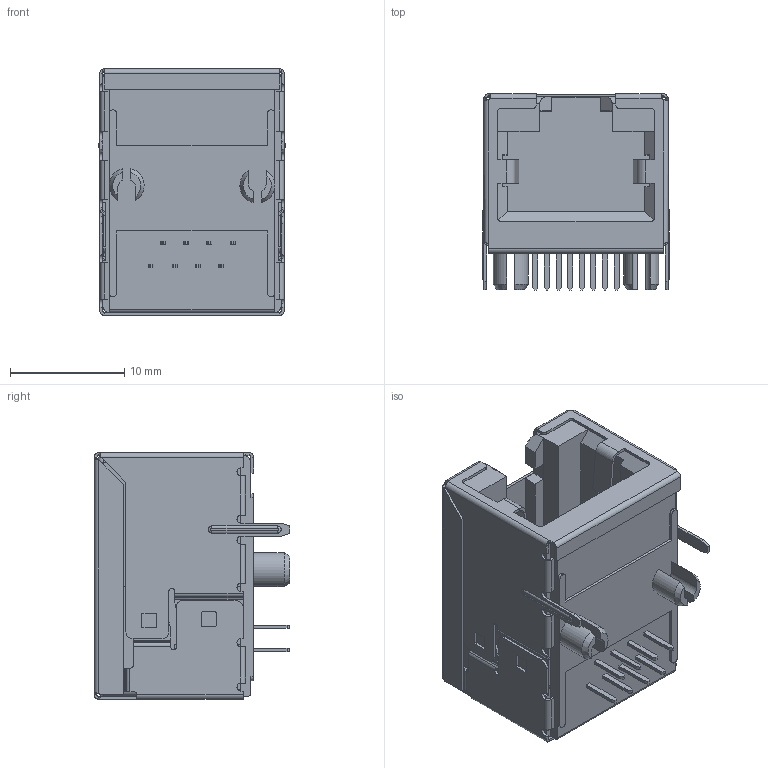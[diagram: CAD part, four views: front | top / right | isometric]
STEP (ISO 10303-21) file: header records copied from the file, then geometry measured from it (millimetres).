
FILE_DESCRIPTION (( 'STEP AP214' ), '1' );
FILE_NAME ('SS-60000-009.STEP', '2018-12-03T20:59:36', ( '' ), ( '' ), 'SwSTEP 2.0', 'SolidWorks 2017', '' );
FILE_SCHEMA (( 'AUTOMOTIVE_DESIGN' ));
Length unit declared in the file: inch
Products named in the file (1): SS-60000-009
Bounding box: 16.33 x 17.14 x 21.59 mm (x, y, z)
Volume: 3392.1 mm3; surface area: 4781.3 mm2
Topology: 12 solids, 12 shells, 603 faces, 1489 edges, 908 vertices
Faces by surface type: plane 399, cylinder 168, bspline 22, torus 6, cone 4, sphere 4
Entity records: 17866 total; most frequent: CARTESIAN_POINT 3523, ORIENTED_EDGE 2970, DIRECTION 2883, EDGE_CURVE 1485, LINE 1063, VECTOR 1063, AXIS2_PLACEMENT_3D 910, VERTEX_POINT 908
